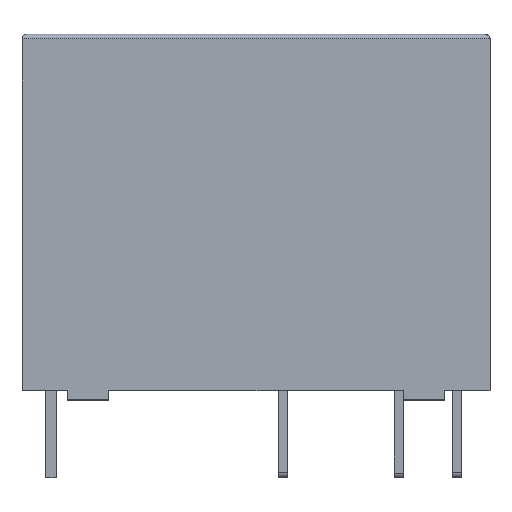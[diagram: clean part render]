
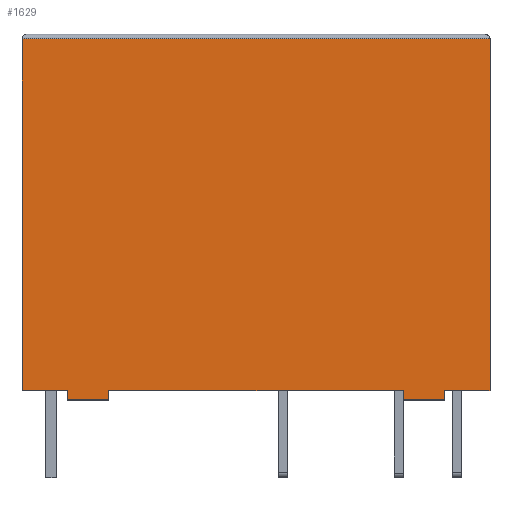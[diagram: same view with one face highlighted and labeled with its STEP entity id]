
A CAD part, top view. The second image highlights one B-rep face of the part: STEP entity #1629.
In plain terms, the highlighted planar face has unit normal (0, 0, 1).
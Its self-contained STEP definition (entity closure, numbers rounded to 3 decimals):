
#110 = VERTEX_POINT ( 'NONE', #1861 ) ;
#118 = LINE ( 'NONE', #1553, #1661 ) ;
#127 = EDGE_CURVE ( 'NONE', #573, #1929, #657, .T. ) ;
#165 = CARTESIAN_POINT ( 'NONE',  ( 20.5, 0., 10.6 ) ) ;
#167 = DIRECTION ( 'NONE',  ( -1., 0., 0. ) ) ;
#194 = ORIENTED_EDGE ( 'NONE', *, *, #961, .T. ) ;
#203 = CARTESIAN_POINT ( 'NONE',  ( 16.7, 0., 10.6 ) ) ;
#208 = DIRECTION ( 'NONE',  ( 0., -1., 0. ) ) ;
#216 = DIRECTION ( 'NONE',  ( 0., -1., 0. ) ) ;
#242 = EDGE_CURVE ( 'NONE', #1929, #1174, #772, .T. ) ;
#254 = ORIENTED_EDGE ( 'NONE', *, *, #1922, .T. ) ;
#261 = DIRECTION ( 'NONE',  ( 1., 0., 0. ) ) ;
#319 = EDGE_CURVE ( 'NONE', #1174, #526, #1597, .T. ) ;
#324 = DIRECTION ( 'NONE',  ( 1., 0., 0. ) ) ;
#367 = VECTOR ( 'NONE', #1566, 1000. ) ;
#368 = ORIENTED_EDGE ( 'NONE', *, *, #808, .T. ) ;
#391 = LINE ( 'NONE', #165, #1594 ) ;
#393 = DIRECTION ( 'NONE',  ( 0., 0., -1. ) ) ;
#400 = VERTEX_POINT ( 'NONE', #203 ) ;
#434 = CARTESIAN_POINT ( 'NONE',  ( 2., 0., 10.6 ) ) ;
#437 = VECTOR ( 'NONE', #208, 1000. ) ;
#440 = CARTESIAN_POINT ( 'NONE',  ( 16.7, 0., 10.6 ) ) ;
#466 = DIRECTION ( 'NONE',  ( 0., 1., 0. ) ) ;
#484 = CARTESIAN_POINT ( 'NONE',  ( 0., 0., 10.6 ) ) ;
#503 = EDGE_CURVE ( 'NONE', #1176, #946, #391, .T. ) ;
#508 = VECTOR ( 'NONE', #216, 1000. ) ;
#526 = VERTEX_POINT ( 'NONE', #1125 ) ;
#532 = CARTESIAN_POINT ( 'NONE',  ( 2., 0., 10.6 ) ) ;
#541 = VECTOR ( 'NONE', #1603, 1000. ) ;
#554 = CARTESIAN_POINT ( 'NONE',  ( 18.5, -0.4, 10.6 ) ) ;
#555 = CARTESIAN_POINT ( 'NONE',  ( 2., -0.4, 10.6 ) ) ;
#570 = EDGE_CURVE ( 'NONE', #110, #956, #1947, .T. ) ;
#573 = VERTEX_POINT ( 'NONE', #532 ) ;
#583 = CARTESIAN_POINT ( 'NONE',  ( 20.5, 0., 10.6 ) ) ;
#594 = CARTESIAN_POINT ( 'NONE',  ( 16.7, -0.4, 10.6 ) ) ;
#597 = ORIENTED_EDGE ( 'NONE', *, *, #242, .T. ) ;
#623 = CARTESIAN_POINT ( 'NONE',  ( 0., 0., 10.6 ) ) ;
#629 = LINE ( 'NONE', #1793, #541 ) ;
#642 = ORIENTED_EDGE ( 'NONE', *, *, #1554, .T. ) ;
#657 = LINE ( 'NONE', #434, #437 ) ;
#662 = LINE ( 'NONE', #440, #508 ) ;
#689 = CARTESIAN_POINT ( 'NONE',  ( 18.5, 0., 10.6 ) ) ;
#690 = VERTEX_POINT ( 'NONE', #1080 ) ;
#701 = VECTOR ( 'NONE', #1217, 1000. ) ;
#772 = LINE ( 'NONE', #555, #798 ) ;
#786 = CARTESIAN_POINT ( 'NONE',  ( 20.5, 15.4, 10.6 ) ) ;
#798 = VECTOR ( 'NONE', #324, 1000. ) ;
#803 = ORIENTED_EDGE ( 'NONE', *, *, #570, .T. ) ;
#808 = EDGE_CURVE ( 'NONE', #690, #1176, #1579, .T. ) ;
#837 = PLANE ( 'NONE',  #1542 ) ;
#906 = LINE ( 'NONE', #689, #1297 ) ;
#907 = ORIENTED_EDGE ( 'NONE', *, *, #503, .T. ) ;
#913 = ORIENTED_EDGE ( 'NONE', *, *, #2014, .T. ) ;
#946 = VERTEX_POINT ( 'NONE', #786 ) ;
#956 = VERTEX_POINT ( 'NONE', #1935 ) ;
#961 = EDGE_CURVE ( 'NONE', #526, #400, #118, .T. ) ;
#1046 = VECTOR ( 'NONE', #1154, 1000. ) ;
#1080 = CARTESIAN_POINT ( 'NONE',  ( 18.5, 0., 10.6 ) ) ;
#1086 = ORIENTED_EDGE ( 'NONE', *, *, #1733, .T. ) ;
#1125 = CARTESIAN_POINT ( 'NONE',  ( 3.8, 0., 10.6 ) ) ;
#1141 = LINE ( 'NONE', #484, #1609 ) ;
#1154 = DIRECTION ( 'NONE',  ( -1., 0., 0. ) ) ;
#1174 = VERTEX_POINT ( 'NONE', #1420 ) ;
#1176 = VERTEX_POINT ( 'NONE', #583 ) ;
#1194 = DIRECTION ( 'NONE',  ( 1., 0., 0. ) ) ;
#1217 = DIRECTION ( 'NONE',  ( 0., 1., 0. ) ) ;
#1223 = CARTESIAN_POINT ( 'NONE',  ( 2., -0.4, 10.6 ) ) ;
#1297 = VECTOR ( 'NONE', #466, 1000. ) ;
#1319 = VERTEX_POINT ( 'NONE', #594 ) ;
#1328 = ORIENTED_EDGE ( 'NONE', *, *, #127, .T. ) ;
#1348 = CARTESIAN_POINT ( 'NONE',  ( 0., 15.4, 10.6 ) ) ;
#1363 = DIRECTION ( 'NONE',  ( 1., 0., 0. ) ) ;
#1389 = CARTESIAN_POINT ( 'NONE',  ( 18.5, 0., 10.6 ) ) ;
#1401 = EDGE_CURVE ( 'NONE', #956, #573, #1141, .T. ) ;
#1411 = CARTESIAN_POINT ( 'NONE',  ( 3.8, 0., 10.6 ) ) ;
#1420 = CARTESIAN_POINT ( 'NONE',  ( 3.8, -0.4, 10.6 ) ) ;
#1433 = ORIENTED_EDGE ( 'NONE', *, *, #319, .T. ) ;
#1451 = FACE_OUTER_BOUND ( 'NONE', #1607, .T. ) ;
#1535 = VECTOR ( 'NONE', #1194, 1000. ) ;
#1539 = LINE ( 'NONE', #1348, #1046 ) ;
#1542 = AXIS2_PLACEMENT_3D ( 'NONE', #623, #393, #167 ) ;
#1547 = VERTEX_POINT ( 'NONE', #554 ) ;
#1553 = CARTESIAN_POINT ( 'NONE',  ( 3.8, 0., 10.6 ) ) ;
#1554 = EDGE_CURVE ( 'NONE', #946, #110, #1539, .T. ) ;
#1566 = DIRECTION ( 'NONE',  ( 0., -1., 0. ) ) ;
#1575 = ORIENTED_EDGE ( 'NONE', *, *, #1401, .T. ) ;
#1579 = LINE ( 'NONE', #1389, #1535 ) ;
#1594 = VECTOR ( 'NONE', #1937, 1000. ) ;
#1597 = LINE ( 'NONE', #1411, #701 ) ;
#1603 = DIRECTION ( 'NONE',  ( 1., 0., 0. ) ) ;
#1607 = EDGE_LOOP ( 'NONE', ( #907, #642, #803, #1575, #1328, #597, #1433, #194, #1086, #254, #913, #368 ) ) ;
#1609 = VECTOR ( 'NONE', #261, 1000. ) ;
#1629 = ADVANCED_FACE ( 'NONE', ( #1451 ), #837, .F. ) ;
#1661 = VECTOR ( 'NONE', #1363, 1000. ) ;
#1733 = EDGE_CURVE ( 'NONE', #400, #1319, #662, .T. ) ;
#1756 = CARTESIAN_POINT ( 'NONE',  ( 0., 0., 10.6 ) ) ;
#1793 = CARTESIAN_POINT ( 'NONE',  ( 18.5, -0.4, 10.6 ) ) ;
#1861 = CARTESIAN_POINT ( 'NONE',  ( 0., 15.4, 10.6 ) ) ;
#1922 = EDGE_CURVE ( 'NONE', #1319, #1547, #629, .T. ) ;
#1929 = VERTEX_POINT ( 'NONE', #1223 ) ;
#1935 = CARTESIAN_POINT ( 'NONE',  ( 0., 0., 10.6 ) ) ;
#1937 = DIRECTION ( 'NONE',  ( 0., 1., 0. ) ) ;
#1947 = LINE ( 'NONE', #1756, #367 ) ;
#2014 = EDGE_CURVE ( 'NONE', #1547, #690, #906, .T. ) ;
